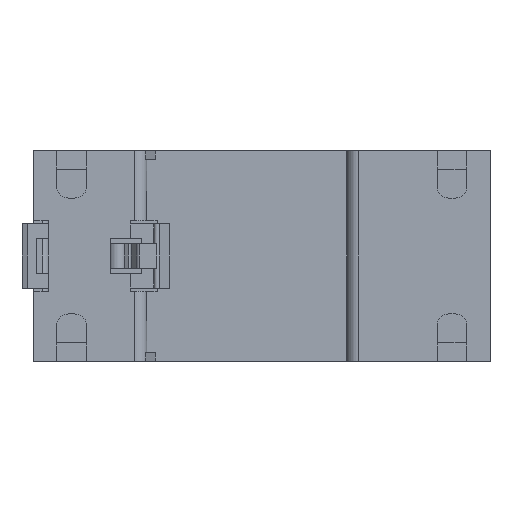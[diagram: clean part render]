
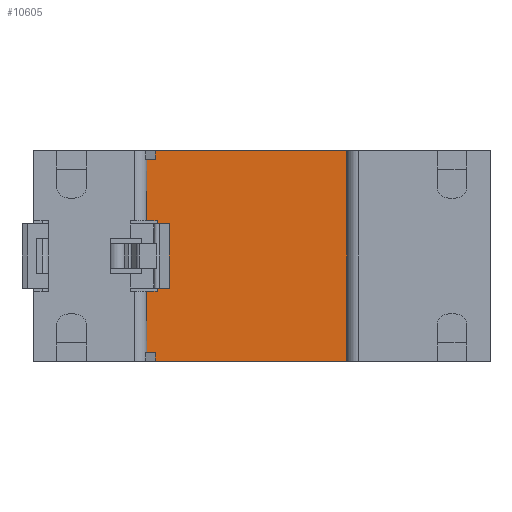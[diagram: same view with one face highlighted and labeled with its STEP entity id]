
A CAD part, front view. The second image highlights one B-rep face of the part: STEP entity #10605.
In plain terms, the highlighted planar face has unit normal (0, -1, 0).
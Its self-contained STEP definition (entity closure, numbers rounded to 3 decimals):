
#2164=DIRECTION('',(1.,0.,0.));
#2165=VECTOR('',#2164,1.8);
#2166=CARTESIAN_POINT('',(-19.7,0.,24.));
#2167=LINE('',#2166,#2165);
#2686=DIRECTION('',(0.,0.,1.));
#2687=VECTOR('',#2686,12.);
#2688=CARTESIAN_POINT('',(-17.9,0.,12.));
#2689=LINE('',#2688,#2687);
#2690=DIRECTION('',(1.,0.,0.));
#2691=VECTOR('',#2690,1.5);
#2692=CARTESIAN_POINT('',(-19.7,0.,34.5));
#2693=LINE('',#2692,#2691);
#2694=DIRECTION('',(0.,0.,1.));
#2695=VECTOR('',#2694,1.5);
#2696=CARTESIAN_POINT('',(-18.2,0.,34.5));
#2697=LINE('',#2696,#2695);
#2698=DIRECTION('',(1.,0.,0.));
#2699=VECTOR('',#2698,35.5);
#2700=CARTESIAN_POINT('',(-18.2,0.,36.));
#2701=LINE('',#2700,#2699);
#2702=DIRECTION('',(-1.,0.,0.));
#2703=VECTOR('',#2702,35.5);
#2704=CARTESIAN_POINT('',(17.3,0.,0.));
#2705=LINE('',#2704,#2703);
#2706=DIRECTION('',(1.,0.,0.));
#2707=VECTOR('',#2706,1.8);
#2708=CARTESIAN_POINT('',(-19.7,0.,12.));
#2709=LINE('',#2708,#2707);
#2714=DIRECTION('',(0.,0.,-1.));
#2715=VECTOR('',#2714,10.5);
#2716=CARTESIAN_POINT('',(-19.7,0.,34.5));
#2717=LINE('',#2716,#2715);
#2739=DIRECTION('',(0.,0.,1.));
#2740=VECTOR('',#2739,36.);
#2741=CARTESIAN_POINT('',(17.3,0.,0.));
#2742=LINE('',#2741,#2740);
#3319=DIRECTION('',(0.,0.,-1.));
#3320=VECTOR('',#3319,1.5);
#3321=CARTESIAN_POINT('',(-18.2,0.,1.5));
#3322=LINE('',#3321,#3320);
#3328=DIRECTION('',(1.,0.,0.));
#3329=VECTOR('',#3328,1.5);
#3330=CARTESIAN_POINT('',(-19.7,0.,1.5));
#3331=LINE('',#3330,#3329);
#3348=DIRECTION('',(0.,0.,-1.));
#3349=VECTOR('',#3348,10.5);
#3350=CARTESIAN_POINT('',(-19.7,0.,12.));
#3351=LINE('',#3350,#3349);
#5093=CARTESIAN_POINT('',(-18.2,0.,0.));
#5094=VERTEX_POINT('',#5093);
#5095=CARTESIAN_POINT('',(17.3,0.,0.));
#5096=VERTEX_POINT('',#5095);
#5300=CARTESIAN_POINT('',(-17.9,0.,12.));
#5301=VERTEX_POINT('',#5300);
#5320=CARTESIAN_POINT('',(-19.7,0.,1.5));
#5321=CARTESIAN_POINT('',(-18.2,0.,1.5));
#5322=VERTEX_POINT('',#5320);
#5323=VERTEX_POINT('',#5321);
#5324=CARTESIAN_POINT('',(-19.7,0.,12.));
#5325=VERTEX_POINT('',#5324);
#5520=CARTESIAN_POINT('',(17.3,0.,36.));
#5521=VERTEX_POINT('',#5520);
#5522=CARTESIAN_POINT('',(-18.2,0.,36.));
#5523=VERTEX_POINT('',#5522);
#5558=CARTESIAN_POINT('',(-18.2,0.,34.5));
#5559=VERTEX_POINT('',#5558);
#5560=CARTESIAN_POINT('',(-19.7,0.,24.));
#5561=CARTESIAN_POINT('',(-17.9,0.,24.));
#5562=VERTEX_POINT('',#5560);
#5563=VERTEX_POINT('',#5561);
#5564=CARTESIAN_POINT('',(-19.7,0.,34.5));
#5565=VERTEX_POINT('',#5564);
#10579=CARTESIAN_POINT('',(-1.2,0.,9.));
#10580=DIRECTION('',(0.,1.,0.));
#10581=DIRECTION('',(1.,0.,0.));
#10582=AXIS2_PLACEMENT_3D('',#10579,#10580,#10581);
#10583=PLANE('',#10582);
#10584=ORIENTED_EDGE('',*,*,#10573,.T.);
#10585=ORIENTED_EDGE('',*,*,#9793,.F.);
#10587=ORIENTED_EDGE('',*,*,#10586,.F.);
#10589=ORIENTED_EDGE('',*,*,#10588,.T.);
#10591=ORIENTED_EDGE('',*,*,#10590,.T.);
#10592=ORIENTED_EDGE('',*,*,#8259,.T.);
#10594=ORIENTED_EDGE('',*,*,#10593,.F.);
#10595=ORIENTED_EDGE('',*,*,#7674,.T.);
#10597=ORIENTED_EDGE('',*,*,#10596,.F.);
#10599=ORIENTED_EDGE('',*,*,#10598,.F.);
#10601=ORIENTED_EDGE('',*,*,#10600,.F.);
#10602=ORIENTED_EDGE('',*,*,#10542,.T.);
#10603=EDGE_LOOP('',(#10584,#10585,#10587,#10589,#10591,#10592,#10594,#10595,
#10597,#10599,#10601,#10602));
#10604=FACE_OUTER_BOUND('',#10603,.F.);
#7674=EDGE_CURVE('',#5096,#5094,#2705,.T.);
#8259=EDGE_CURVE('',#5523,#5521,#2701,.T.);
#9793=EDGE_CURVE('',#5562,#5563,#2167,.T.);
#10542=EDGE_CURVE('',#5325,#5301,#2709,.T.);
#10573=EDGE_CURVE('',#5301,#5563,#2689,.T.);
#10586=EDGE_CURVE('',#5565,#5562,#2717,.T.);
#10588=EDGE_CURVE('',#5565,#5559,#2693,.T.);
#10590=EDGE_CURVE('',#5559,#5523,#2697,.T.);
#10593=EDGE_CURVE('',#5096,#5521,#2742,.T.);
#10596=EDGE_CURVE('',#5323,#5094,#3322,.T.);
#10598=EDGE_CURVE('',#5322,#5323,#3331,.T.);
#10600=EDGE_CURVE('',#5325,#5322,#3351,.T.);
#10605=ADVANCED_FACE('',(#10604),#10583,.F.);
